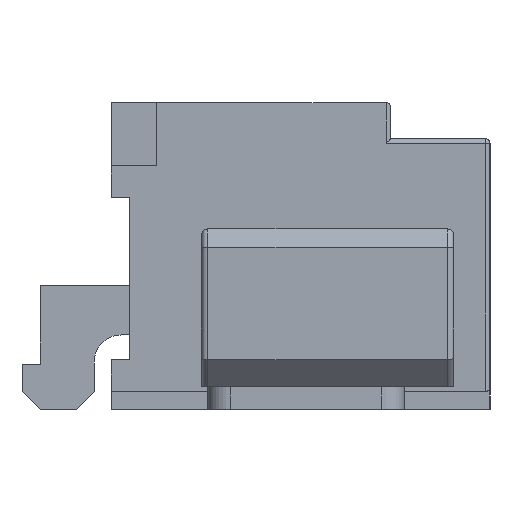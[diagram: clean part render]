
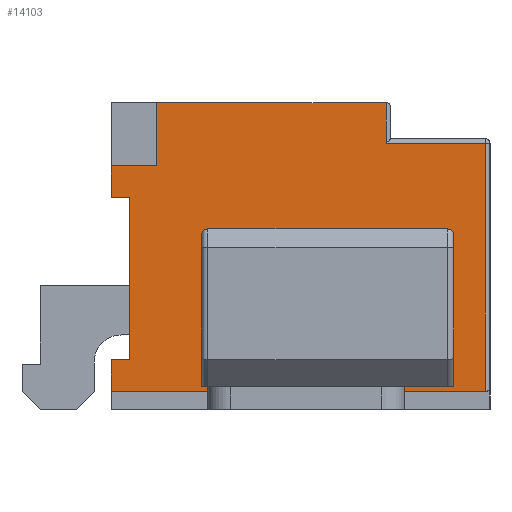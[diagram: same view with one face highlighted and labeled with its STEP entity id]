
A CAD part, left-side view. The second image highlights one B-rep face of the part: STEP entity #14103.
In plain terms, the highlighted planar face has unit normal (-1, 0, 0).
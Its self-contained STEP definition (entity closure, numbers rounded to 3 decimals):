
#1093=FACE_OUTER_BOUND('',#1842,.T.);
#1842=EDGE_LOOP('',(#10320,#10321,#10322,#10323,#10324,#10325,#10326,#10327,
#10328,#10329,#10330,#10331));
#2885=LINE('',#20465,#4393);
#2924=LINE('',#20754,#4432);
#3015=LINE('',#20947,#4523);
#3059=LINE('',#21035,#4567);
#3082=LINE('',#21073,#4590);
#3083=LINE('',#21075,#4591);
#3084=LINE('',#21077,#4592);
#3085=LINE('',#21079,#4593);
#3086=LINE('',#21080,#4594);
#3087=LINE('',#21082,#4595);
#3088=LINE('',#21083,#4596);
#3089=LINE('',#21084,#4597);
#4393=VECTOR('',#16946,1.);
#4432=VECTOR('',#16987,1.);
#4523=VECTOR('',#17128,1.);
#4567=VECTOR('',#17176,1.);
#4590=VECTOR('',#17201,1.);
#4591=VECTOR('',#17202,1.);
#4592=VECTOR('',#17203,1.);
#4593=VECTOR('',#17204,1.);
#4594=VECTOR('',#17205,1.);
#4595=VECTOR('',#17206,1.);
#4596=VECTOR('',#17207,1.);
#4597=VECTOR('',#17208,1.);
#5827=VERTEX_POINT('',#20463);
#5828=VERTEX_POINT('',#20464);
#5883=VERTEX_POINT('',#20752);
#5884=VERTEX_POINT('',#20753);
#5960=VERTEX_POINT('',#20945);
#5961=VERTEX_POINT('',#20946);
#6002=VERTEX_POINT('',#21032);
#6003=VERTEX_POINT('',#21034);
#6018=VERTEX_POINT('',#21074);
#6019=VERTEX_POINT('',#21076);
#6020=VERTEX_POINT('',#21078);
#6021=VERTEX_POINT('',#21081);
#7380=EDGE_CURVE('',#5827,#5828,#2885,.T.);
#7436=EDGE_CURVE('',#5883,#5884,#2924,.T.);
#7532=EDGE_CURVE('',#5960,#5961,#3015,.T.);
#7576=EDGE_CURVE('',#6003,#6002,#3059,.T.);
#7599=EDGE_CURVE('',#5827,#5883,#3082,.T.);
#7600=EDGE_CURVE('',#6018,#5884,#3083,.T.);
#7601=EDGE_CURVE('',#6018,#6019,#3084,.T.);
#7602=EDGE_CURVE('',#6019,#6020,#3085,.T.);
#7603=EDGE_CURVE('',#6020,#5961,#3086,.T.);
#7604=EDGE_CURVE('',#6021,#5960,#3087,.T.);
#7605=EDGE_CURVE('',#6021,#6003,#3088,.T.);
#7606=EDGE_CURVE('',#5828,#6002,#3089,.T.);
#10320=ORIENTED_EDGE('',*,*,#7380,.F.);
#10321=ORIENTED_EDGE('',*,*,#7599,.T.);
#10322=ORIENTED_EDGE('',*,*,#7436,.T.);
#10323=ORIENTED_EDGE('',*,*,#7600,.F.);
#10324=ORIENTED_EDGE('',*,*,#7601,.T.);
#10325=ORIENTED_EDGE('',*,*,#7602,.T.);
#10326=ORIENTED_EDGE('',*,*,#7603,.T.);
#10327=ORIENTED_EDGE('',*,*,#7532,.F.);
#10328=ORIENTED_EDGE('',*,*,#7604,.F.);
#10329=ORIENTED_EDGE('',*,*,#7605,.T.);
#10330=ORIENTED_EDGE('',*,*,#7576,.T.);
#10331=ORIENTED_EDGE('',*,*,#7606,.F.);
#12759=PLANE('',#15054);
#14103=ADVANCED_FACE('',(#1093),#12759,.F.);
#15054=AXIS2_PLACEMENT_3D('',#21072,#17199,#17200);
#16946=DIRECTION('',(0.,0.,1.));
#16987=DIRECTION('',(0.,0.,-1.));
#17128=DIRECTION('',(0.,-1.,0.));
#17176=DIRECTION('',(0.,0.,-1.));
#17199=DIRECTION('center_axis',(1.,0.,0.));
#17200=DIRECTION('ref_axis',(0.,1.,0.));
#17201=DIRECTION('',(0.,1.,0.));
#17202=DIRECTION('',(0.,1.,0.));
#17203=DIRECTION('',(0.,0.,1.));
#17204=DIRECTION('',(0.,1.,0.));
#17205=DIRECTION('',(0.,0.,1.));
#17206=DIRECTION('',(0.,0.,1.));
#17207=DIRECTION('',(0.,1.,0.));
#17208=DIRECTION('',(0.,1.,0.));
#20463=CARTESIAN_POINT('',(-4.619,0.368,0.55));
#20464=CARTESIAN_POINT('',(-4.619,0.368,2.35));
#20465=CARTESIAN_POINT('',(-4.619,0.368,0.55));
#20752=CARTESIAN_POINT('',(-4.619,0.568,0.55));
#20753=CARTESIAN_POINT('',(-4.619,0.568,0.2));
#20754=CARTESIAN_POINT('',(-4.619,0.568,3.399));
#20945=CARTESIAN_POINT('',(-4.619,0.069,3.399));
#20946=CARTESIAN_POINT('',(-4.619,-2.481,3.399));
#20947=CARTESIAN_POINT('',(-4.619,0.568,3.399));
#21032=CARTESIAN_POINT('',(-4.619,0.568,2.35));
#21034=CARTESIAN_POINT('',(-4.619,0.568,2.7));
#21035=CARTESIAN_POINT('',(-4.619,0.568,3.399));
#21072=CARTESIAN_POINT('Origin',(-4.619,0.568,3.399));
#21073=CARTESIAN_POINT('',(-4.619,0.368,0.55));
#21074=CARTESIAN_POINT('',(-4.619,-3.581,0.2));
#21075=CARTESIAN_POINT('',(-4.619,0.568,0.2));
#21076=CARTESIAN_POINT('',(-4.619,-3.581,2.95));
#21077=CARTESIAN_POINT('',(-4.619,-3.581,3.399));
#21078=CARTESIAN_POINT('',(-4.619,-2.481,2.95));
#21079=CARTESIAN_POINT('',(-4.619,0.568,2.95));
#21080=CARTESIAN_POINT('',(-4.619,-2.481,3.399));
#21081=CARTESIAN_POINT('',(-4.619,0.069,2.7));
#21082=CARTESIAN_POINT('',(-4.619,0.069,2.7));
#21083=CARTESIAN_POINT('',(-4.619,0.069,2.7));
#21084=CARTESIAN_POINT('',(-4.619,0.368,2.35));
